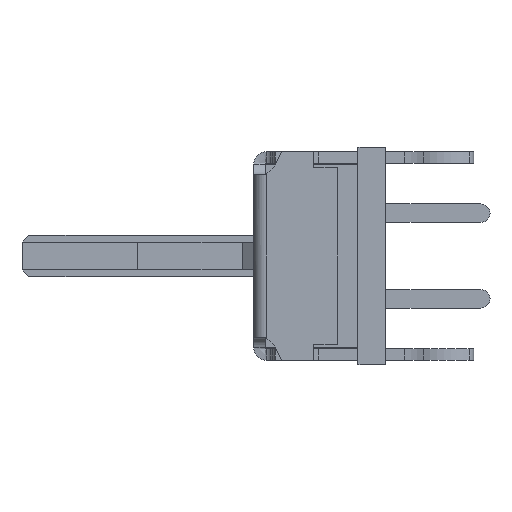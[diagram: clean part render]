
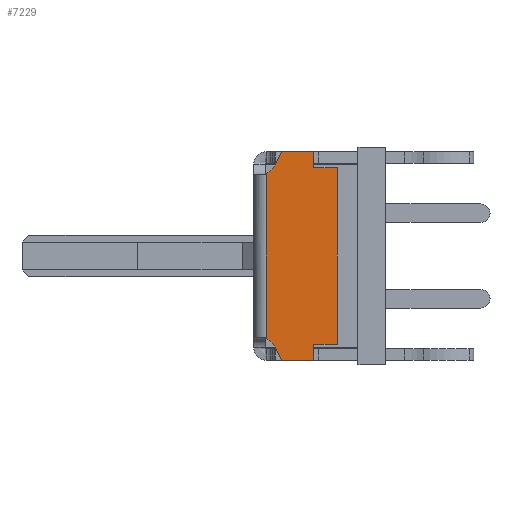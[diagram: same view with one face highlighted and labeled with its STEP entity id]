
A CAD part, left-side view. The second image highlights one B-rep face of the part: STEP entity #7229.
In plain terms, the highlighted planar face has unit normal (-1, 0, 0).
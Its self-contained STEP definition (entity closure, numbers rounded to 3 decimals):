
#43 = CARTESIAN_POINT ( 'NONE',  ( -37.5, 2.9, -3.8 ) ) ;
#80 = EDGE_CURVE ( 'NONE', #7570, #1326, #6250, .T. ) ;
#138 = DIRECTION ( 'NONE',  ( 0., 0., 1. ) ) ;
#238 = LINE ( 'NONE', #4171, #1256 ) ;
#278 = DIRECTION ( 'NONE',  ( 0., 0.707, -0.707 ) ) ;
#322 = VERTEX_POINT ( 'NONE', #2091 ) ;
#406 = VECTOR ( 'NONE', #2524, 1000. ) ;
#463 = ORIENTED_EDGE ( 'NONE', *, *, #4078, .F. ) ;
#520 = CARTESIAN_POINT ( 'NONE',  ( -37.5, 5.761, 3.691 ) ) ;
#744 = VECTOR ( 'NONE', #1410, 1000. ) ;
#750 = CARTESIAN_POINT ( 'NONE',  ( -37.5, 5.95, -3.559 ) ) ;
#916 = CARTESIAN_POINT ( 'NONE',  ( -37.5, 5.283, 4.5 ) ) ;
#937 = DIRECTION ( 'NONE',  ( -1., 0., 0. ) ) ;
#1034 = DIRECTION ( 'NONE',  ( 0., -1., 0. ) ) ;
#1079 = ORIENTED_EDGE ( 'NONE', *, *, #3367, .T. ) ;
#1112 = ORIENTED_EDGE ( 'NONE', *, *, #5281, .T. ) ;
#1128 = VERTEX_POINT ( 'NONE', #520 ) ;
#1134 = CARTESIAN_POINT ( 'NONE',  ( -37.5, 6.15, 4.221 ) ) ;
#1194 = CARTESIAN_POINT ( 'NONE',  ( -37.5, 6.221, 4.15 ) ) ;
#1256 = VECTOR ( 'NONE', #7935, 1000. ) ;
#1307 = CARTESIAN_POINT ( 'NONE',  ( -37.5, 5.569, -3.929 ) ) ;
#1318 = VERTEX_POINT ( 'NONE', #3778 ) ;
#1326 = VERTEX_POINT ( 'NONE', #3172 ) ;
#1410 = DIRECTION ( 'NONE',  ( 0., 0., 1. ) ) ;
#1430 = VERTEX_POINT ( 'NONE', #6437 ) ;
#1506 = CARTESIAN_POINT ( 'NONE',  ( -37.5, 0., 0. ) ) ;
#1514 = VERTEX_POINT ( 'NONE', #7795 ) ;
#1838 = EDGE_CURVE ( 'NONE', #1514, #8665, #6129, .T. ) ;
#1851 = VECTOR ( 'NONE', #6209, 1000. ) ;
#1853 = VERTEX_POINT ( 'NONE', #5067 ) ;
#1980 = DIRECTION ( 'NONE',  ( 1., 0., 0. ) ) ;
#2091 = CARTESIAN_POINT ( 'NONE',  ( -37.5, 5.95, 3.559 ) ) ;
#2201 = CARTESIAN_POINT ( 'NONE',  ( -37.5, 5.283, -4.5 ) ) ;
#2282 = LINE ( 'NONE', #5366, #7824 ) ;
#2510 = CIRCLE ( 'NONE', #2683, 0.65 ) ;
#2519 = VECTOR ( 'NONE', #278, 1000. ) ;
#2524 = DIRECTION ( 'NONE',  ( 0., 0.449, -0.894 ) ) ;
#2601 = DIRECTION ( 'NONE',  ( 0., 0., -1. ) ) ;
#2602 = CARTESIAN_POINT ( 'NONE',  ( -37.5, 5.95, 0. ) ) ;
#2683 = AXIS2_PLACEMENT_3D ( 'NONE', #3202, #937, #3405 ) ;
#2768 = DIRECTION ( 'NONE',  ( 0., 0.449, 0.894 ) ) ;
#2884 = CARTESIAN_POINT ( 'NONE',  ( -37.5, 2.9, 0. ) ) ;
#2903 = EDGE_CURVE ( 'NONE', #7412, #7570, #3192, .T. ) ;
#2926 = ORIENTED_EDGE ( 'NONE', *, *, #80, .T. ) ;
#3128 = DIRECTION ( 'NONE',  ( -1., 0., 0. ) ) ;
#3135 = ORIENTED_EDGE ( 'NONE', *, *, #5625, .T. ) ;
#3140 = CARTESIAN_POINT ( 'NONE',  ( -37.5, 3.9, 4.5 ) ) ;
#3172 = CARTESIAN_POINT ( 'NONE',  ( -37.5, 5.569, 3.929 ) ) ;
#3192 = LINE ( 'NONE', #3140, #1851 ) ;
#3201 = AXIS2_PLACEMENT_3D ( 'NONE', #1506, #3128, #3887 ) ;
#3202 = CARTESIAN_POINT ( 'NONE',  ( -37.5, 6.221, -4.15 ) ) ;
#3367 = EDGE_CURVE ( 'NONE', #8665, #1430, #5997, .T. ) ;
#3405 = DIRECTION ( 'NONE',  ( 0., -1., 0. ) ) ;
#3504 = AXIS2_PLACEMENT_3D ( 'NONE', #1194, #5089, #6634 ) ;
#3536 = CARTESIAN_POINT ( 'NONE',  ( -37.5, 5.283, 4.5 ) ) ;
#3778 = CARTESIAN_POINT ( 'NONE',  ( -37.5, 5.691, 3.761 ) ) ;
#3787 = VERTEX_POINT ( 'NONE', #5149 ) ;
#3843 = ORIENTED_EDGE ( 'NONE', *, *, #1838, .T. ) ;
#3847 = DIRECTION ( 'NONE',  ( 0., 1., 0. ) ) ;
#3887 = DIRECTION ( 'NONE',  ( 0., 1., 0. ) ) ;
#3965 = LINE ( 'NONE', #2602, #8748 ) ;
#3999 = CARTESIAN_POINT ( 'NONE',  ( -37.5, 5.283, -4.5 ) ) ;
#4078 = EDGE_CURVE ( 'NONE', #3787, #5193, #2510, .T. ) ;
#4171 = CARTESIAN_POINT ( 'NONE',  ( -37.5, 2.9, 3.8 ) ) ;
#4238 = ORIENTED_EDGE ( 'NONE', *, *, #8013, .F. ) ;
#4363 = DIRECTION ( 'NONE',  ( 0., -1., 0. ) ) ;
#4417 = EDGE_CURVE ( 'NONE', #6158, #3787, #2282, .T. ) ;
#4464 = EDGE_CURVE ( 'NONE', #1318, #1128, #7918, .T. ) ;
#4637 = AXIS2_PLACEMENT_3D ( 'NONE', #1134, #1980, #4363 ) ;
#4639 = ORIENTED_EDGE ( 'NONE', *, *, #5313, .F. ) ;
#4705 = FACE_OUTER_BOUND ( 'NONE', #6619, .T. ) ;
#4726 = LINE ( 'NONE', #7023, #8001 ) ;
#4926 = DIRECTION ( 'NONE',  ( 0., 0., 1. ) ) ;
#5050 = EDGE_CURVE ( 'NONE', #1128, #322, #7675, .T. ) ;
#5067 = CARTESIAN_POINT ( 'NONE',  ( -37.5, 3.9, 3.8 ) ) ;
#5089 = DIRECTION ( 'NONE',  ( 1., 0., 0. ) ) ;
#5149 = CARTESIAN_POINT ( 'NONE',  ( -37.5, 5.761, -3.691 ) ) ;
#5193 = VERTEX_POINT ( 'NONE', #750 ) ;
#5281 = EDGE_CURVE ( 'NONE', #8460, #1514, #4726, .T. ) ;
#5313 = EDGE_CURVE ( 'NONE', #7412, #1853, #8787, .T. ) ;
#5325 = ORIENTED_EDGE ( 'NONE', *, *, #4417, .F. ) ;
#5366 = CARTESIAN_POINT ( 'NONE',  ( -37.5, 4.726, -4.726 ) ) ;
#5407 = PLANE ( 'NONE',  #3201 ) ;
#5445 = CIRCLE ( 'NONE', #4637, 0.65 ) ;
#5606 = CARTESIAN_POINT ( 'NONE',  ( -37.5, 3.9, 4.5 ) ) ;
#5625 = EDGE_CURVE ( 'NONE', #1326, #1318, #5445, .T. ) ;
#5632 = CARTESIAN_POINT ( 'NONE',  ( -37.5, 6.15, -4.221 ) ) ;
#5674 = ORIENTED_EDGE ( 'NONE', *, *, #9234, .F. ) ;
#5681 = EDGE_CURVE ( 'NONE', #8460, #6919, #7716, .T. ) ;
#5734 = VECTOR ( 'NONE', #6972, 1000. ) ;
#5856 = ORIENTED_EDGE ( 'NONE', *, *, #2903, .T. ) ;
#5921 = VECTOR ( 'NONE', #2601, 1000. ) ;
#5997 = LINE ( 'NONE', #2884, #744 ) ;
#6025 = LINE ( 'NONE', #2201, #8593 ) ;
#6105 = EDGE_CURVE ( 'NONE', #1853, #1430, #238, .T. ) ;
#6129 = LINE ( 'NONE', #43, #5734 ) ;
#6158 = VERTEX_POINT ( 'NONE', #8964 ) ;
#6209 = DIRECTION ( 'NONE',  ( 0., 1., 0. ) ) ;
#6250 = LINE ( 'NONE', #916, #406 ) ;
#6260 = CARTESIAN_POINT ( 'NONE',  ( -37.5, 4.726, 4.726 ) ) ;
#6295 = ORIENTED_EDGE ( 'NONE', *, *, #9771, .F. ) ;
#6437 = CARTESIAN_POINT ( 'NONE',  ( -37.5, 2.9, 3.8 ) ) ;
#6567 = CARTESIAN_POINT ( 'NONE',  ( -37.5, 3.9, -4.5 ) ) ;
#6619 = EDGE_LOOP ( 'NONE', ( #1112, #3843, #1079, #6757, #4639, #5856, #2926, #3135, #9287, #8974, #5674, #463, #5325, #4238, #6295, #7969 ) ) ;
#6634 = DIRECTION ( 'NONE',  ( 0., -1., 0. ) ) ;
#6757 = ORIENTED_EDGE ( 'NONE', *, *, #6105, .F. ) ;
#6786 = CARTESIAN_POINT ( 'NONE',  ( -37.5, 2.9, -3.8 ) ) ;
#6919 = VERTEX_POINT ( 'NONE', #3999 ) ;
#6972 = DIRECTION ( 'NONE',  ( 0., -1., 0. ) ) ;
#7023 = CARTESIAN_POINT ( 'NONE',  ( -37.5, 3.9, -3.8 ) ) ;
#7064 = DIRECTION ( 'NONE',  ( 0., 0.707, 0.707 ) ) ;
#7229 = ADVANCED_FACE ( 'NONE', ( #4705 ), #5407, .T. ) ;
#7232 = CARTESIAN_POINT ( 'NONE',  ( -37.5, 3.9, 3.8 ) ) ;
#7412 = VERTEX_POINT ( 'NONE', #5606 ) ;
#7570 = VERTEX_POINT ( 'NONE', #3536 ) ;
#7625 = VERTEX_POINT ( 'NONE', #1307 ) ;
#7668 = CARTESIAN_POINT ( 'NONE',  ( -37.5, 3.9, -4.5 ) ) ;
#7675 = CIRCLE ( 'NONE', #3504, 0.65 ) ;
#7716 = LINE ( 'NONE', #7668, #9607 ) ;
#7795 = CARTESIAN_POINT ( 'NONE',  ( -37.5, 3.9, -3.8 ) ) ;
#7824 = VECTOR ( 'NONE', #7064, 1000. ) ;
#7878 = CIRCLE ( 'NONE', #8353, 0.65 ) ;
#7918 = LINE ( 'NONE', #6260, #2519 ) ;
#7935 = DIRECTION ( 'NONE',  ( 0., -1., 0. ) ) ;
#7969 = ORIENTED_EDGE ( 'NONE', *, *, #5681, .F. ) ;
#8001 = VECTOR ( 'NONE', #138, 1000. ) ;
#8013 = EDGE_CURVE ( 'NONE', #7625, #6158, #7878, .T. ) ;
#8353 = AXIS2_PLACEMENT_3D ( 'NONE', #5632, #8683, #1034 ) ;
#8460 = VERTEX_POINT ( 'NONE', #6567 ) ;
#8593 = VECTOR ( 'NONE', #2768, 1000. ) ;
#8665 = VERTEX_POINT ( 'NONE', #6786 ) ;
#8683 = DIRECTION ( 'NONE',  ( -1., 0., 0. ) ) ;
#8748 = VECTOR ( 'NONE', #4926, 1000. ) ;
#8787 = LINE ( 'NONE', #7232, #5921 ) ;
#8964 = CARTESIAN_POINT ( 'NONE',  ( -37.5, 5.691, -3.761 ) ) ;
#8974 = ORIENTED_EDGE ( 'NONE', *, *, #5050, .T. ) ;
#9234 = EDGE_CURVE ( 'NONE', #5193, #322, #3965, .T. ) ;
#9287 = ORIENTED_EDGE ( 'NONE', *, *, #4464, .T. ) ;
#9607 = VECTOR ( 'NONE', #3847, 1000. ) ;
#9771 = EDGE_CURVE ( 'NONE', #6919, #7625, #6025, .T. ) ;
